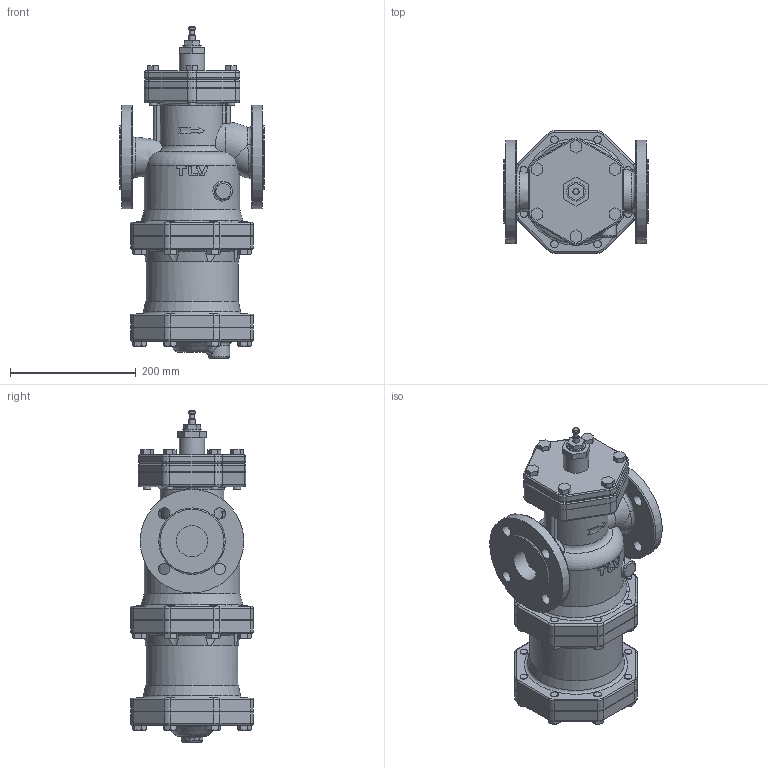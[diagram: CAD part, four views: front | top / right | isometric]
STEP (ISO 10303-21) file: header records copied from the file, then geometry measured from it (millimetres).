
FILE_DESCRIPTION(/* description */ (''),/* implementation_level */ '2;1');
FILE_NAME(/* name */ 'cvcs0-050-e0025-01.stp',/* time_stamp */ '2017-05-16T11:50:03+09:00',/* author */ ('nakaot'),/* organization */ (''),/* preprocessor_version */ 'ST-DEVELOPER v15.6',/* originating_system */ 'Autodesk Inventor 2015',/* authorisation */ '');
FILE_SCHEMA (('CONFIG_CONTROL_DESIGN'));
Length unit declared in the file: millimetre
Products named in the file (1): cvcs0-050-e0025-01
Bounding box: 230 x 195 x 529 mm (x, y, z)
Volume: 9267015.4 mm3; surface area: 566300.6 mm2
Topology: 1 solids, 1 shells, 809 faces, 1933 edges, 1207 vertices
Faces by surface type: plane 323, cylinder 231, cone 110, torus 89, bspline 54, sphere 2
Full cylindrical faces by diameter (mm): 7.5 x1, 10 x2, 12 x50, 14 x16, 18 x8, 30 x1, 40 x1, 50 x2, 96.23 x1, 102 x2, 120 x1, 148 x1, 150 x2, 152 x1, 165 x2
Entity records: 34068 total; most frequent: CARTESIAN_POINT 16412, ORIENTED_EDGE 3584, DIRECTION 3580, EDGE_CURVE 1792, AXIS2_PLACEMENT_3D 1438, VERTEX_POINT 1172, EDGE_LOOP 1070, FACE_OUTER_BOUND 809
